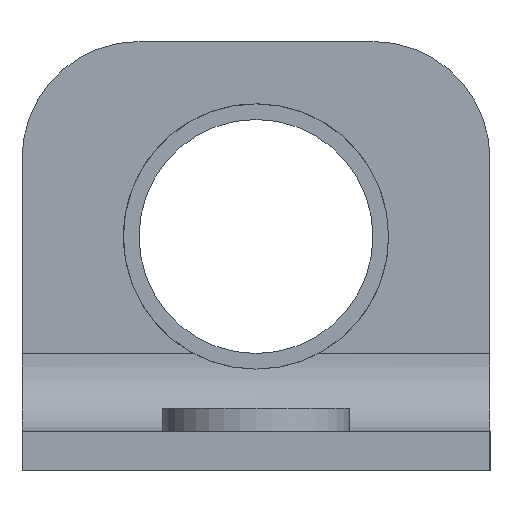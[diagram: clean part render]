
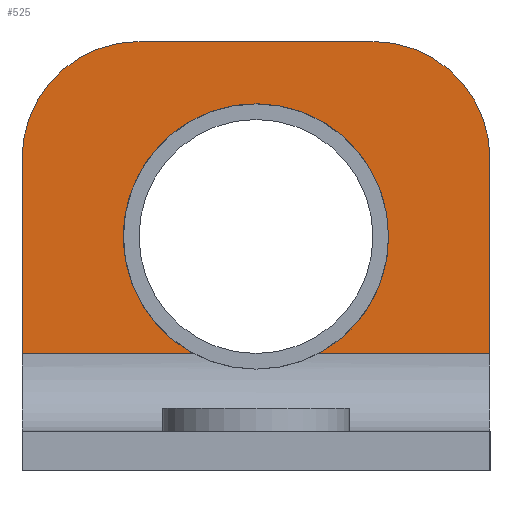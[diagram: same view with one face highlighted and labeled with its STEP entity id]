
A CAD part, left-side view. The second image highlights one B-rep face of the part: STEP entity #525.
In plain terms, the highlighted planar face has unit normal (-1, 0, 0).
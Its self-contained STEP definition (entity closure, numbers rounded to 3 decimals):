
#31=PLANE('',#587);
#54=FACE_OUTER_BOUND('',#86,.T.);
#86=EDGE_LOOP('',(#391,#392,#393,#394,#395,#396,#397,#398,#399));
#120=CIRCLE('',#574,15.);
#121=CIRCLE('',#577,15.);
#123=CIRCLE('',#580,17.);
#124=CIRCLE('',#581,17.);
#145=LINE('',#834,#184);
#147=LINE('',#841,#186);
#153=LINE('',#858,#192);
#158=LINE('',#880,#197);
#159=LINE('',#881,#198);
#184=VECTOR('',#646,10.);
#186=VECTOR('',#652,10.);
#192=VECTOR('',#668,10.);
#197=VECTOR('',#697,10.);
#198=VECTOR('',#698,10.);
#230=VERTEX_POINT('',#816);
#231=VERTEX_POINT('',#817);
#232=VERTEX_POINT('',#833);
#235=VERTEX_POINT('',#839);
#239=VERTEX_POINT('',#851);
#240=VERTEX_POINT('',#853);
#241=VERTEX_POINT('',#857);
#242=VERTEX_POINT('',#861);
#244=VERTEX_POINT('',#867);
#280=EDGE_CURVE('',#230,#232,#145,.T.);
#284=EDGE_CURVE('',#235,#231,#147,.T.);
#290=EDGE_CURVE('',#239,#240,#120,.T.);
#292=EDGE_CURVE('',#241,#240,#153,.T.);
#294=EDGE_CURVE('',#241,#242,#121,.T.);
#298=EDGE_CURVE('',#230,#244,#123,.T.);
#299=EDGE_CURVE('',#244,#231,#124,.T.);
#303=EDGE_CURVE('',#242,#235,#158,.T.);
#304=EDGE_CURVE('',#232,#239,#159,.T.);
#391=ORIENTED_EDGE('',*,*,#284,.F.);
#392=ORIENTED_EDGE('',*,*,#303,.F.);
#393=ORIENTED_EDGE('',*,*,#294,.F.);
#394=ORIENTED_EDGE('',*,*,#292,.T.);
#395=ORIENTED_EDGE('',*,*,#290,.F.);
#396=ORIENTED_EDGE('',*,*,#304,.F.);
#397=ORIENTED_EDGE('',*,*,#280,.F.);
#398=ORIENTED_EDGE('',*,*,#298,.T.);
#399=ORIENTED_EDGE('',*,*,#299,.T.);
#525=ADVANCED_FACE('',(#54),#31,.T.);
#574=AXIS2_PLACEMENT_3D('',#854,#663,#664);
#577=AXIS2_PLACEMENT_3D('',#862,#672,#673);
#580=AXIS2_PLACEMENT_3D('',#869,#680,#681);
#581=AXIS2_PLACEMENT_3D('',#870,#682,#683);
#587=AXIS2_PLACEMENT_3D('',#879,#695,#696);
#646=DIRECTION('',(0.,1.,0.));
#652=DIRECTION('',(0.,1.,0.));
#663=DIRECTION('center_axis',(1.,0.,0.));
#664=DIRECTION('ref_axis',(0.,0.707,0.707));
#668=DIRECTION('',(0.,1.,0.));
#672=DIRECTION('center_axis',(1.,0.,0.));
#673=DIRECTION('ref_axis',(0.,-0.707,0.707));
#680=DIRECTION('center_axis',(1.,0.,0.));
#681=DIRECTION('ref_axis',(0.,1.,0.));
#682=DIRECTION('center_axis',(1.,0.,0.));
#683=DIRECTION('ref_axis',(0.,1.,0.));
#695=DIRECTION('center_axis',(-1.,0.,0.));
#696=DIRECTION('ref_axis',(0.,0.,1.));
#697=DIRECTION('',(0.,0.,-1.));
#698=DIRECTION('',(0.,0.,1.));
#816=CARTESIAN_POINT('',(46.,38.,15.));
#817=CARTESIAN_POINT('',(46.,22.,15.));
#833=CARTESIAN_POINT('',(46.,60.,15.));
#834=CARTESIAN_POINT('',(46.,15.,15.));
#839=CARTESIAN_POINT('',(46.,0.,15.));
#841=CARTESIAN_POINT('',(46.,15.,15.));
#851=CARTESIAN_POINT('',(46.,60.,40.));
#853=CARTESIAN_POINT('',(46.,45.,55.));
#854=CARTESIAN_POINT('Origin',(46.,45.,40.));
#857=CARTESIAN_POINT('',(46.,15.,55.));
#858=CARTESIAN_POINT('',(46.,0.,55.));
#861=CARTESIAN_POINT('',(46.,0.,40.));
#862=CARTESIAN_POINT('Origin',(46.,15.,40.));
#867=CARTESIAN_POINT('',(46.,13.,30.));
#869=CARTESIAN_POINT('Origin',(46.,30.,30.));
#870=CARTESIAN_POINT('Origin',(46.,30.,30.));
#879=CARTESIAN_POINT('Origin',(46.,0.,5.));
#880=CARTESIAN_POINT('',(46.,0.,55.));
#881=CARTESIAN_POINT('',(46.,60.,55.));
